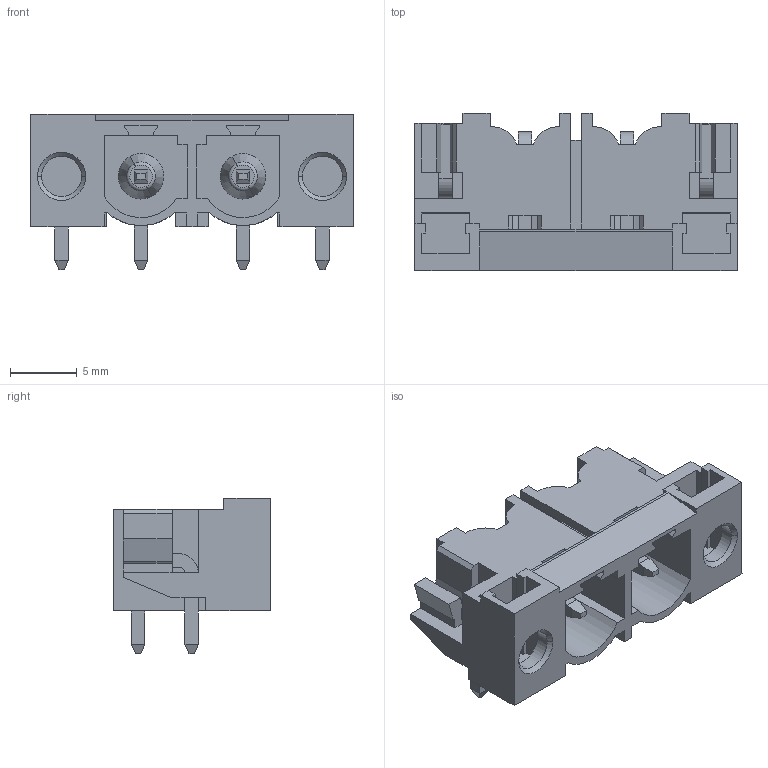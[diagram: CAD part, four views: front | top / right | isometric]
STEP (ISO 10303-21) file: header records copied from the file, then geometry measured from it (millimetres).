
FILE_DESCRIPTION(('CATIA V5 STEP Exchange','CAx-IF Rec.Pracs.--- Model Styling and Organization---1.2---2011-12-15'),'2;1');
FILE_NAME ('D1448506_0_1096030000_1096030000.stp','2018-11-15T11:04:16+00:00',('none'),('Weidmueller'),'CATIA Version 5-6 Release 2014','CATIA V5 STEP AP214','none');
FILE_SCHEMA(('AUTOMOTIVE_DESIGN { 1 0 10303 214 1 1 1 1 }'));
Length unit declared in the file: millimetre
Products named in the file (1): 1096030000
Bounding box: 24.1 x 11.75 x 11.6 mm (x, y, z)
Volume: 1043.9 mm3; surface area: 2158.9 mm2
Topology: 5 solids, 5 shells, 279 faces, 781 edges, 512 vertices
Faces by surface type: plane 237, cylinder 30, cone 8, torus 4
Entity records: 8150 total; most frequent: ORIENTED_EDGE 1562, CARTESIAN_POINT 1467, DIRECTION 1067, EDGE_CURVE 773, VECTOR 669, LINE 669, VERTEX_POINT 488, EDGE_LOOP 295
